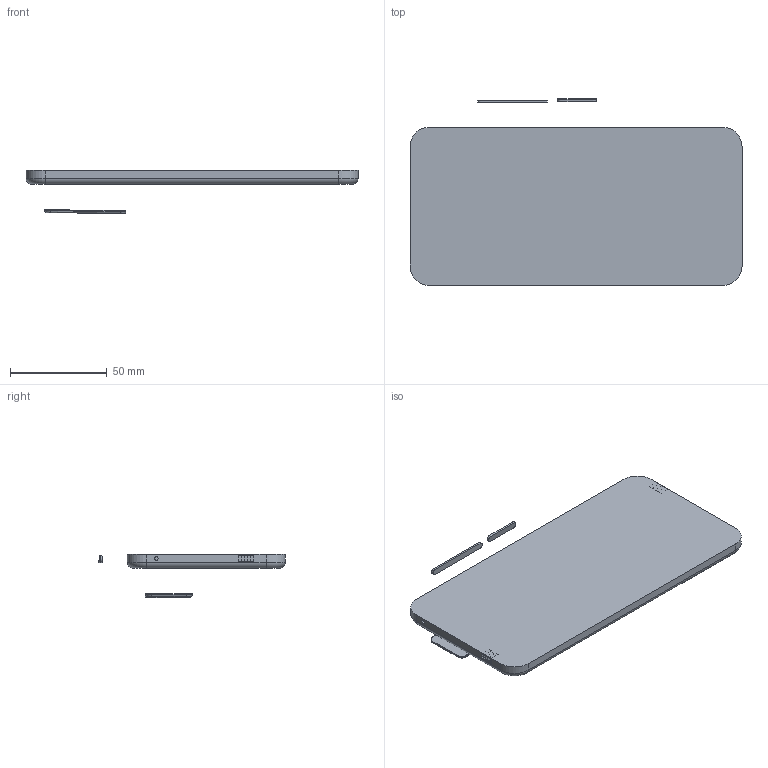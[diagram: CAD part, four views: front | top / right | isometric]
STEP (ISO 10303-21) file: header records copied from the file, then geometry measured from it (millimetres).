
FILE_DESCRIPTION (( 'STEP AP203' ), '1' );
FILE_NAME ('蹕痔翮.STEP', '2025-01-14T11:37:52', ( '' ), ( '' ), 'SwSTEP 2.0', 'SolidWorks 2024', '' );
FILE_SCHEMA (( 'CONFIG_CONTROL_DESIGN' ));
Length unit declared in the file: millimetre
Products named in the file (5): 摄像头; 音量键; 罗博凯; 手机; 开机键
Assembly tree (4 placements, depth 2):
  罗博凯
    开机键
    摄像头
    手机
    音量键
Bounding box: 171.89 x 96.64 x 22.27 mm (x, y, z)
Volume: 99584.4 mm3; surface area: 34113.1 mm2
Topology: 4 solids, 4 shells, 137 faces, 320 edges, 208 vertices
Faces by surface type: plane 67, cylinder 62, torus 8
Entity records: 4461 total; most frequent: DIRECTION 740, CARTESIAN_POINT 672, ORIENTED_EDGE 640, EDGE_CURVE 320, AXIS2_PLACEMENT_3D 276, VERTEX_POINT 208, VECTOR 188, LINE 188
